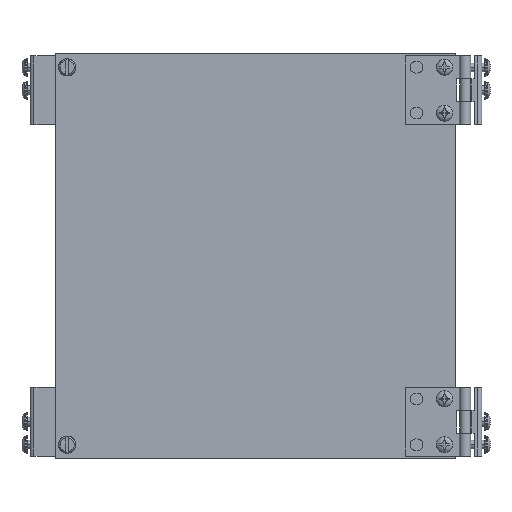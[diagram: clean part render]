
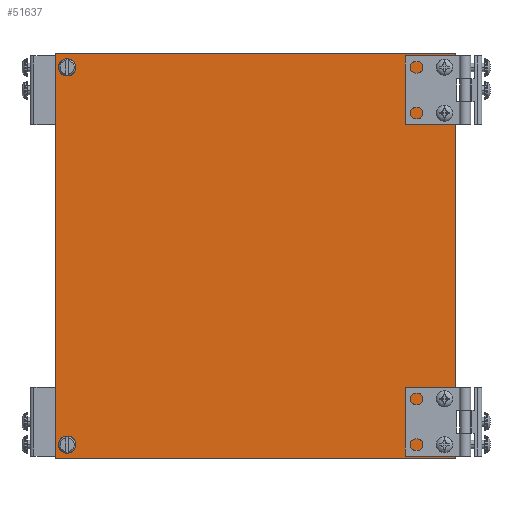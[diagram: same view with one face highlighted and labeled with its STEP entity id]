
A CAD part, front view. The second image highlights one B-rep face of the part: STEP entity #51637.
In plain terms, the highlighted planar face has unit normal (0, -1, 0).
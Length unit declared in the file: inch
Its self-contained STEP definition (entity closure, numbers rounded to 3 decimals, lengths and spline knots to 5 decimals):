
#151 = AXIS2_PLACEMENT_3D ( 'NONE', #24527, #7361, #70467 ) ;
#793 = AXIS2_PLACEMENT_3D ( 'NONE', #5691, #67003, #54683 ) ;
#1563 = CARTESIAN_POINT ( 'NONE',  ( 4.125, 0., -4.125 ) ) ;
#5031 = ORIENTED_EDGE ( 'NONE', *, *, #30994, .T. ) ;
#5223 = EDGE_CURVE ( 'NONE', #19037, #45349, #37155, .T. ) ;
#5691 = CARTESIAN_POINT ( 'NONE',  ( 4.125, 0., 4.125 ) ) ;
#5705 = CARTESIAN_POINT ( 'NONE',  ( -4.375, 0., 4.4375 ) ) ;
#6402 = CIRCLE ( 'NONE', #11421, 0.1325 ) ;
#6782 = VECTOR ( 'NONE', #29719, 39.37008 ) ;
#7150 = ORIENTED_EDGE ( 'NONE', *, *, #24410, .T. ) ;
#7361 = DIRECTION ( 'NONE',  ( 0., 1., 0. ) ) ;
#8102 = EDGE_LOOP ( 'NONE', ( #18202, #31090 ) ) ;
#8452 = DIRECTION ( 'NONE',  ( 1., 0., 0. ) ) ;
#9110 = CARTESIAN_POINT ( 'NONE',  ( 3.9925, 0., -4.125 ) ) ;
#9241 = VECTOR ( 'NONE', #12556, 39.37008 ) ;
#10704 = AXIS2_PLACEMENT_3D ( 'NONE', #5705, #74086, #45246 ) ;
#10883 = PLANE ( 'NONE',  #10704 ) ;
#11008 = DIRECTION ( 'NONE',  ( 0., 1., 0. ) ) ;
#11017 = ORIENTED_EDGE ( 'NONE', *, *, #34968, .T. ) ;
#11421 = AXIS2_PLACEMENT_3D ( 'NONE', #50656, #11008, #27937 ) ;
#11530 = FACE_BOUND ( 'NONE', #71292, .T. ) ;
#12240 = DIRECTION ( 'NONE',  ( 1., 0., 0. ) ) ;
#12493 = EDGE_LOOP ( 'NONE', ( #73782, #7150 ) ) ;
#12556 = DIRECTION ( 'NONE',  ( -1., 0., 0. ) ) ;
#12895 = DIRECTION ( 'NONE',  ( 0., 1., 0. ) ) ;
#13088 = VERTEX_POINT ( 'NONE', #19171 ) ;
#14254 = CIRCLE ( 'NONE', #793, 0.1325 ) ;
#14672 = EDGE_CURVE ( 'NONE', #45349, #19037, #6402, .T. ) ;
#15278 = CARTESIAN_POINT ( 'NONE',  ( -4.375, 0., 4.4375 ) ) ;
#15800 = AXIS2_PLACEMENT_3D ( 'NONE', #71773, #32488, #60501 ) ;
#16030 = LINE ( 'NONE', #47359, #42758 ) ;
#16071 = EDGE_CURVE ( 'NONE', #16721, #28918, #51417, .T. ) ;
#16512 = CIRCLE ( 'NONE', #29816, 0.1325 ) ;
#16721 = VERTEX_POINT ( 'NONE', #33976 ) ;
#17323 = EDGE_LOOP ( 'NONE', ( #60331, #27899 ) ) ;
#18202 = ORIENTED_EDGE ( 'NONE', *, *, #14672, .T. ) ;
#19037 = VERTEX_POINT ( 'NONE', #72971 ) ;
#19171 = CARTESIAN_POINT ( 'NONE',  ( 3.9925, 0., 4.125 ) ) ;
#20605 = DIRECTION ( 'NONE',  ( 0., 1., 0. ) ) ;
#21771 = CARTESIAN_POINT ( 'NONE',  ( -3.9925, 0., -4.125 ) ) ;
#22166 = EDGE_CURVE ( 'NONE', #28918, #16721, #67283, .T. ) ;
#22578 = CIRCLE ( 'NONE', #37051, 0.1325 ) ;
#22755 = VERTEX_POINT ( 'NONE', #64249 ) ;
#23761 = CARTESIAN_POINT ( 'NONE',  ( -4.2575, 0., -4.125 ) ) ;
#24410 = EDGE_CURVE ( 'NONE', #13088, #45272, #16512, .T. ) ;
#24527 = CARTESIAN_POINT ( 'NONE',  ( 4.125, 0., -4.125 ) ) ;
#25260 = DIRECTION ( 'NONE',  ( 1., 0., 0. ) ) ;
#26381 = ORIENTED_EDGE ( 'NONE', *, *, #52779, .T. ) ;
#26427 = ORIENTED_EDGE ( 'NONE', *, *, #38552, .T. ) ;
#26652 = FACE_BOUND ( 'NONE', #12493, .T. ) ;
#26800 = CARTESIAN_POINT ( 'NONE',  ( -4.375, 0., -4.4375 ) ) ;
#27899 = ORIENTED_EDGE ( 'NONE', *, *, #22166, .T. ) ;
#27937 = DIRECTION ( 'NONE',  ( 1., 0., 0. ) ) ;
#28918 = VERTEX_POINT ( 'NONE', #9110 ) ;
#29125 = EDGE_LOOP ( 'NONE', ( #11017, #5031, #64312, #26381 ) ) ;
#29276 = EDGE_CURVE ( 'NONE', #45272, #13088, #14254, .T. ) ;
#29485 = VERTEX_POINT ( 'NONE', #21771 ) ;
#29719 = DIRECTION ( 'NONE',  ( 0., 0., 1. ) ) ;
#29816 = AXIS2_PLACEMENT_3D ( 'NONE', #60934, #55356, #38203 ) ;
#30994 = EDGE_CURVE ( 'NONE', #22755, #66163, #60306, .T. ) ;
#31090 = ORIENTED_EDGE ( 'NONE', *, *, #5223, .T. ) ;
#31930 = CARTESIAN_POINT ( 'NONE',  ( 4.2575, 0., 4.125 ) ) ;
#32488 = DIRECTION ( 'NONE',  ( 0., 1., 0. ) ) ;
#33706 = CARTESIAN_POINT ( 'NONE',  ( -3.9925, 0., 4.125 ) ) ;
#33976 = CARTESIAN_POINT ( 'NONE',  ( 4.2575, 0., -4.125 ) ) ;
#34968 = EDGE_CURVE ( 'NONE', #49961, #22755, #16030, .T. ) ;
#35062 = CARTESIAN_POINT ( 'NONE',  ( -4.375, 0., 4.4375 ) ) ;
#37051 = AXIS2_PLACEMENT_3D ( 'NONE', #70986, #65737, #25260 ) ;
#37155 = CIRCLE ( 'NONE', #15800, 0.1325 ) ;
#38203 = DIRECTION ( 'NONE',  ( 1., 0., 0. ) ) ;
#38552 = EDGE_CURVE ( 'NONE', #29485, #53231, #48824, .T. ) ;
#40758 = DIRECTION ( 'NONE',  ( 0., 0., -1. ) ) ;
#41160 = CARTESIAN_POINT ( 'NONE',  ( 4.375, 0., 4.4375 ) ) ;
#41392 = EDGE_CURVE ( 'NONE', #66163, #41693, #45739, .T. ) ;
#41482 = EDGE_CURVE ( 'NONE', #53231, #29485, #22578, .T. ) ;
#41693 = VERTEX_POINT ( 'NONE', #15278 ) ;
#41826 = FACE_BOUND ( 'NONE', #8102, .T. ) ;
#42491 = AXIS2_PLACEMENT_3D ( 'NONE', #1563, #12895, #48058 ) ;
#42758 = VECTOR ( 'NONE', #12240, 39.37008 ) ;
#45246 = DIRECTION ( 'NONE',  ( -1., 0., 0. ) ) ;
#45266 = AXIS2_PLACEMENT_3D ( 'NONE', #65848, #20605, #8452 ) ;
#45272 = VERTEX_POINT ( 'NONE', #31930 ) ;
#45349 = VERTEX_POINT ( 'NONE', #33706 ) ;
#45739 = LINE ( 'NONE', #53176, #9241 ) ;
#45933 = LINE ( 'NONE', #35062, #71033 ) ;
#47359 = CARTESIAN_POINT ( 'NONE',  ( -4.375, 0., -4.4375 ) ) ;
#48058 = DIRECTION ( 'NONE',  ( 1., 0., 0. ) ) ;
#48824 = CIRCLE ( 'NONE', #45266, 0.1325 ) ;
#49961 = VERTEX_POINT ( 'NONE', #26800 ) ;
#50656 = CARTESIAN_POINT ( 'NONE',  ( -4.125, 0., 4.125 ) ) ;
#51417 = CIRCLE ( 'NONE', #151, 0.1325 ) ;
#51637 = ADVANCED_FACE ( 'NONE', ( #72306, #41826, #26652, #11530, #55203 ), #10883, .T. ) ;
#52779 = EDGE_CURVE ( 'NONE', #41693, #49961, #45933, .T. ) ;
#53176 = CARTESIAN_POINT ( 'NONE',  ( -4.375, 0., 4.4375 ) ) ;
#53231 = VERTEX_POINT ( 'NONE', #23761 ) ;
#53360 = CARTESIAN_POINT ( 'NONE',  ( 4.375, 0., 4.4375 ) ) ;
#54683 = DIRECTION ( 'NONE',  ( 1., 0., 0. ) ) ;
#55203 = FACE_BOUND ( 'NONE', #17323, .T. ) ;
#55356 = DIRECTION ( 'NONE',  ( 0., 1., 0. ) ) ;
#60306 = LINE ( 'NONE', #41160, #6782 ) ;
#60331 = ORIENTED_EDGE ( 'NONE', *, *, #16071, .T. ) ;
#60501 = DIRECTION ( 'NONE',  ( 1., 0., 0. ) ) ;
#60934 = CARTESIAN_POINT ( 'NONE',  ( 4.125, 0., 4.125 ) ) ;
#64249 = CARTESIAN_POINT ( 'NONE',  ( 4.375, 0., -4.4375 ) ) ;
#64312 = ORIENTED_EDGE ( 'NONE', *, *, #41392, .T. ) ;
#65737 = DIRECTION ( 'NONE',  ( 0., 1., 0. ) ) ;
#65848 = CARTESIAN_POINT ( 'NONE',  ( -4.125, 0., -4.125 ) ) ;
#66163 = VERTEX_POINT ( 'NONE', #53360 ) ;
#67003 = DIRECTION ( 'NONE',  ( 0., 1., 0. ) ) ;
#67283 = CIRCLE ( 'NONE', #42491, 0.1325 ) ;
#69646 = ORIENTED_EDGE ( 'NONE', *, *, #41482, .T. ) ;
#70467 = DIRECTION ( 'NONE',  ( 1., 0., 0. ) ) ;
#70986 = CARTESIAN_POINT ( 'NONE',  ( -4.125, 0., -4.125 ) ) ;
#71033 = VECTOR ( 'NONE', #40758, 39.37008 ) ;
#71292 = EDGE_LOOP ( 'NONE', ( #26427, #69646 ) ) ;
#71773 = CARTESIAN_POINT ( 'NONE',  ( -4.125, 0., 4.125 ) ) ;
#72306 = FACE_OUTER_BOUND ( 'NONE', #29125, .T. ) ;
#72971 = CARTESIAN_POINT ( 'NONE',  ( -4.2575, 0., 4.125 ) ) ;
#73782 = ORIENTED_EDGE ( 'NONE', *, *, #29276, .T. ) ;
#74086 = DIRECTION ( 'NONE',  ( 0., -1., 0. ) ) ;
